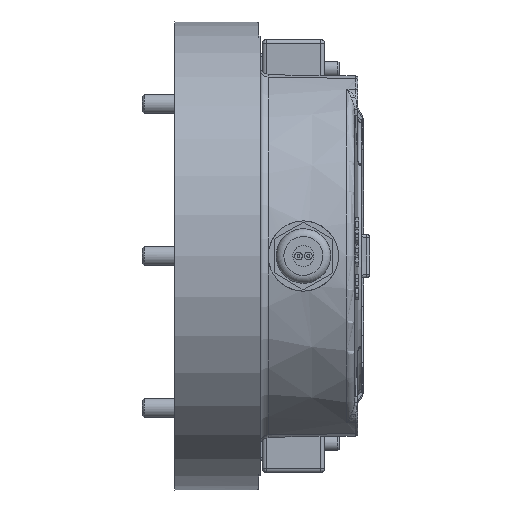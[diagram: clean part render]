
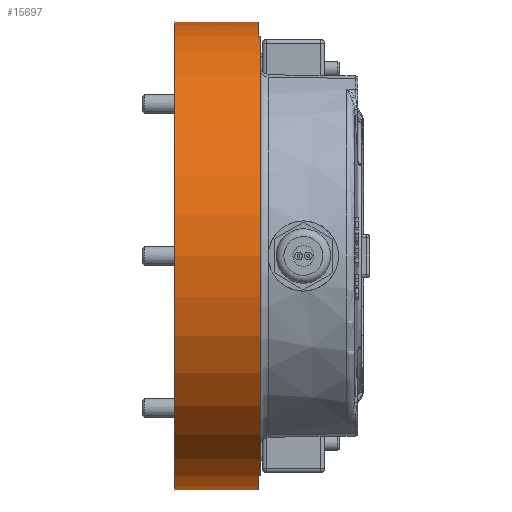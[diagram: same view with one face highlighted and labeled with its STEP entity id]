
A CAD part, front view. The second image highlights one B-rep face of the part: STEP entity #15697.
In plain terms, the highlighted cylindrical face has radius 60 mm (diameter 120 mm), a full revolution.
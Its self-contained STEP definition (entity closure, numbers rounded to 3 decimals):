
#1241=FACE_BOUND('',#3318,.T.);
#1242=FACE_BOUND('',#3319,.T.);
#1541=B_SPLINE_CURVE_WITH_KNOTS('',3,(#23398,#23399,#23400,#23401,#23402,
#23403,#23404,#23405,#23406,#23407,#23408,#23409,#23410,#23411,#23412,#23413,
#23414,#23415),.UNSPECIFIED.,.F.,.F.,(4,2,2,2,2,2,2,2,4),(1.131,
1.414,1.697,1.98,2.263,2.545,
2.828,3.111,3.394),.UNSPECIFIED.);
#1542=B_SPLINE_CURVE_WITH_KNOTS('',3,(#23416,#23417,#23418,#23419,#23420,
#23421,#23422,#23423,#23424,#23425,#23426,#23427,#23428,#23429,#23430,#23431,
#23432,#23433,#23434),.UNSPECIFIED.,.F.,.F.,(4,2,2,2,3,2,2,2,4),(3.394,
3.677,3.96,4.242,4.525,4.808,
5.091,5.374,5.657),.UNSPECIFIED.);
#1951=CYLINDRICAL_SURFACE('',#16801,60.);
#2267=FACE_OUTER_BOUND('',#3317,.T.);
#3317=EDGE_LOOP('',(#10893));
#3318=EDGE_LOOP('',(#10894,#10895));
#3319=EDGE_LOOP('',(#10896,#10897,#10898,#10899,#10900,#10901,#10902,#10903));
#4585=CIRCLE('',#16693,60.);
#4649=CIRCLE('',#16792,60.);
#4655=CIRCLE('',#16802,60.);
#4656=CIRCLE('',#16803,60.);
#4657=CIRCLE('',#16804,60.);
#5443=LINE('',#23317,#6229);
#5446=LINE('',#23349,#6232);
#5448=LINE('',#23437,#6234);
#5449=LINE('',#23439,#6235);
#6229=VECTOR('',#18746,0.445);
#6232=VECTOR('',#18751,0.445);
#6234=VECTOR('',#18763,0.445);
#6235=VECTOR('',#18764,0.445);
#6997=VERTEX_POINT('',#22910);
#6998=VERTEX_POINT('',#22912);
#7094=VERTEX_POINT('',#23291);
#7095=VERTEX_POINT('',#23293);
#7105=VERTEX_POINT('',#23316);
#7111=VERTEX_POINT('',#23344);
#7116=VERTEX_POINT('',#23394);
#7117=VERTEX_POINT('',#23396);
#7118=VERTEX_POINT('',#23397);
#7119=VERTEX_POINT('',#23435);
#7120=VERTEX_POINT('',#23438);
#8490=EDGE_CURVE('',#6998,#6997,#4585,.T.);
#8591=EDGE_CURVE('',#7095,#7094,#4649,.T.);
#8603=EDGE_CURVE('',#7105,#6998,#5443,.T.);
#8610=EDGE_CURVE('',#6997,#7111,#5446,.T.);
#8617=EDGE_CURVE('',#7116,#7116,#4655,.T.);
#8618=EDGE_CURVE('',#7117,#7118,#1541,.T.);
#8619=EDGE_CURVE('',#7118,#7117,#1542,.T.);
#8620=EDGE_CURVE('',#7119,#7111,#4656,.T.);
#8621=EDGE_CURVE('',#7119,#7095,#5448,.T.);
#8622=EDGE_CURVE('',#7094,#7120,#5449,.T.);
#8623=EDGE_CURVE('',#7105,#7120,#4657,.T.);
#10893=ORIENTED_EDGE('',*,*,#8617,.F.);
#10894=ORIENTED_EDGE('',*,*,#8618,.T.);
#10895=ORIENTED_EDGE('',*,*,#8619,.T.);
#10896=ORIENTED_EDGE('',*,*,#8603,.T.);
#10897=ORIENTED_EDGE('',*,*,#8490,.T.);
#10898=ORIENTED_EDGE('',*,*,#8610,.T.);
#10899=ORIENTED_EDGE('',*,*,#8620,.F.);
#10900=ORIENTED_EDGE('',*,*,#8621,.T.);
#10901=ORIENTED_EDGE('',*,*,#8591,.T.);
#10902=ORIENTED_EDGE('',*,*,#8622,.T.);
#10903=ORIENTED_EDGE('',*,*,#8623,.F.);
#15697=ADVANCED_FACE('',(#2267,#1241,#1242),#1951,.T.);
#16693=AXIS2_PLACEMENT_3D('',#22913,#18512,#18513);
#16792=AXIS2_PLACEMENT_3D('',#23294,#18727,#18728);
#16801=AXIS2_PLACEMENT_3D('',#23393,#18757,#18758);
#16802=AXIS2_PLACEMENT_3D('',#23395,#18759,#18760);
#16803=AXIS2_PLACEMENT_3D('',#23436,#18761,#18762);
#16804=AXIS2_PLACEMENT_3D('',#23440,#18765,#18766);
#18512=DIRECTION('center_axis',(-1.,0.,0.));
#18513=DIRECTION('ref_axis',(0.,1.,0.));
#18727=DIRECTION('center_axis',(-1.,0.,0.));
#18728=DIRECTION('ref_axis',(0.,1.,0.));
#18746=DIRECTION('',(-1.,0.,0.));
#18751=DIRECTION('',(1.,0.,0.));
#18757=DIRECTION('center_axis',(-1.,0.,0.));
#18758=DIRECTION('ref_axis',(0.,1.,0.));
#18759=DIRECTION('center_axis',(-1.,0.,0.));
#18760=DIRECTION('ref_axis',(0.,1.,0.));
#18761=DIRECTION('center_axis',(1.,0.,0.));
#18762=DIRECTION('ref_axis',(0.,1.,0.));
#18763=DIRECTION('',(-1.,0.,0.));
#18764=DIRECTION('',(1.,0.,0.));
#18765=DIRECTION('center_axis',(1.,0.,0.));
#18766=DIRECTION('ref_axis',(0.,1.,0.));
#22910=CARTESIAN_POINT('',(-1.5,41.325,43.5));
#22912=CARTESIAN_POINT('',(-1.5,-20.5,56.389));
#22913=CARTESIAN_POINT('Origin',(-1.5,0.,
0.));
#23291=CARTESIAN_POINT('',(-1.5,-20.5,-56.389));
#23293=CARTESIAN_POINT('',(-1.5,41.325,-43.5));
#23294=CARTESIAN_POINT('Origin',(-1.5,0.,
0.));
#23316=CARTESIAN_POINT('',(-1.055,-20.5,56.389));
#23317=CARTESIAN_POINT('',(-11.,-20.5,56.389));
#23344=CARTESIAN_POINT('',(-1.055,41.325,43.5));
#23349=CARTESIAN_POINT('',(-11.,41.325,43.5));
#23393=CARTESIAN_POINT('Origin',(-11.,0.,0.));
#23394=CARTESIAN_POINT('',(-23.,60.,0.));
#23395=CARTESIAN_POINT('Origin',(-23.,0.,0.));
#23396=CARTESIAN_POINT('',(-2.5,57.956,-15.529));
#23397=CARTESIAN_POINT('',(-17.5,57.956,-15.529));
#23398=CARTESIAN_POINT('Ctrl Pts',(-2.5,57.956,-15.529));
#23399=CARTESIAN_POINT('Ctrl Pts',(-2.5,58.2,-14.618));
#23400=CARTESIAN_POINT('Ctrl Pts',(-2.689,58.436,-13.641));
#23401=CARTESIAN_POINT('Ctrl Pts',(-3.454,58.829,-11.834));
#23402=CARTESIAN_POINT('Ctrl Pts',(-4.031,58.986,-11.004));
#23403=CARTESIAN_POINT('Ctrl Pts',(-5.362,59.216,-9.688));
#23404=CARTESIAN_POINT('Ctrl Pts',(-6.205,59.305,-9.114));
#23405=CARTESIAN_POINT('Ctrl Pts',(-8.052,59.417,-8.351));
#23406=CARTESIAN_POINT('Ctrl Pts',(-9.057,59.442,-8.163));
#23407=CARTESIAN_POINT('Ctrl Pts',(-10.943,59.442,-8.163));
#23408=CARTESIAN_POINT('Ctrl Pts',(-11.948,59.417,-8.351));
#23409=CARTESIAN_POINT('Ctrl Pts',(-13.795,59.305,-9.114));
#23410=CARTESIAN_POINT('Ctrl Pts',(-14.638,59.216,-9.688));
#23411=CARTESIAN_POINT('Ctrl Pts',(-15.969,58.986,-11.004));
#23412=CARTESIAN_POINT('Ctrl Pts',(-16.546,58.829,-11.834));
#23413=CARTESIAN_POINT('Ctrl Pts',(-17.311,58.436,-13.641));
#23414=CARTESIAN_POINT('Ctrl Pts',(-17.5,58.2,-14.618));
#23415=CARTESIAN_POINT('Ctrl Pts',(-17.5,57.956,-15.529));
#23416=CARTESIAN_POINT('Ctrl Pts',(-17.5,57.956,-15.529));
#23417=CARTESIAN_POINT('Ctrl Pts',(-17.5,57.712,-16.44));
#23418=CARTESIAN_POINT('Ctrl Pts',(-17.311,57.428,-17.404));
#23419=CARTESIAN_POINT('Ctrl Pts',(-16.546,56.864,-19.166));
#23420=CARTESIAN_POINT('Ctrl Pts',(-15.969,56.585,-19.964));
#23421=CARTESIAN_POINT('Ctrl Pts',(-14.638,56.127,-21.218));
#23422=CARTESIAN_POINT('Ctrl Pts',(-13.795,55.917,-21.759));
#23423=CARTESIAN_POINT('Ctrl Pts',(-11.948,55.633,-22.476));
#23424=CARTESIAN_POINT('Ctrl Pts',(-10.943,55.56,-22.652));
#23425=CARTESIAN_POINT('Ctrl Pts',(-10.,55.56,-22.652));
#23426=CARTESIAN_POINT('Ctrl Pts',(-9.057,55.56,-22.652));
#23427=CARTESIAN_POINT('Ctrl Pts',(-8.052,55.633,-22.476));
#23428=CARTESIAN_POINT('Ctrl Pts',(-6.205,55.917,-21.759));
#23429=CARTESIAN_POINT('Ctrl Pts',(-5.362,56.127,-21.218));
#23430=CARTESIAN_POINT('Ctrl Pts',(-4.031,56.585,-19.964));
#23431=CARTESIAN_POINT('Ctrl Pts',(-3.454,56.864,-19.166));
#23432=CARTESIAN_POINT('Ctrl Pts',(-2.689,57.428,-17.404));
#23433=CARTESIAN_POINT('Ctrl Pts',(-2.5,57.712,-16.44));
#23434=CARTESIAN_POINT('Ctrl Pts',(-2.5,57.956,-15.529));
#23435=CARTESIAN_POINT('',(-1.055,41.325,-43.5));
#23436=CARTESIAN_POINT('Origin',(-1.055,0.,
0.));
#23437=CARTESIAN_POINT('',(-11.,41.325,-43.5));
#23438=CARTESIAN_POINT('',(-1.055,-20.5,-56.389));
#23439=CARTESIAN_POINT('',(-11.,-20.5,-56.389));
#23440=CARTESIAN_POINT('Origin',(-1.055,0.,
0.));
